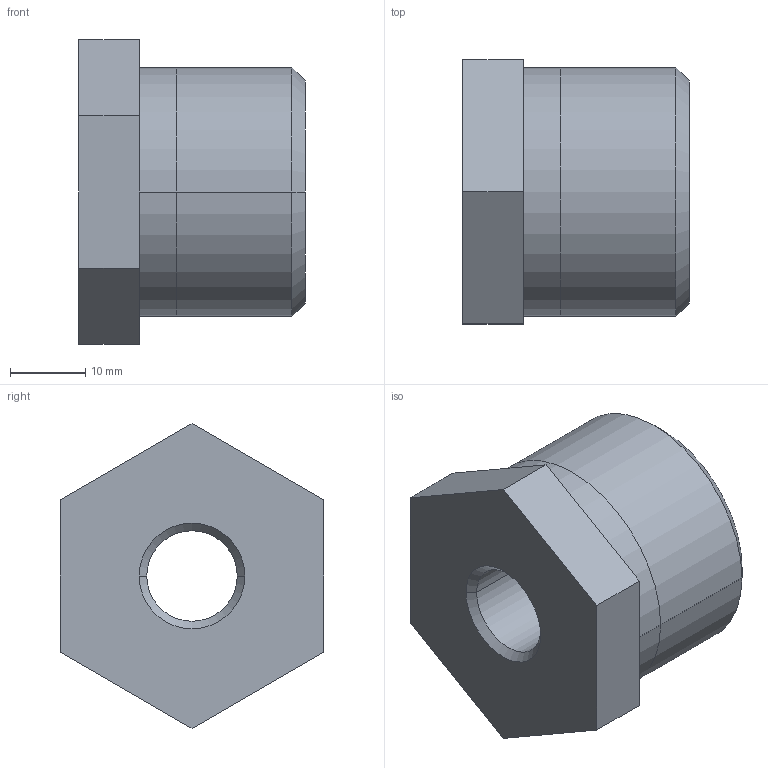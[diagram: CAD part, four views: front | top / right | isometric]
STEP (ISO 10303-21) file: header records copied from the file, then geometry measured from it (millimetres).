
FILE_DESCRIPTION((''),'2;1');
FILE_NAME('BAGUE_TOUR_KITY','2024-09-29T11:29:26',('andre'),(''),'CREO PARAMETRIC BY PTC INC, 2019352','CREO PARAMETRIC BY PTC INC, 2019352','');
FILE_SCHEMA(('CONFIG_CONTROL_DESIGN'));
Length unit declared in the file: millimetre
Products named in the file (1): BAGUE_TOUR_KITY
Bounding box: 30 x 35 x 40.41 mm (x, y, z)
Volume: 23717.8 mm3; surface area: 9192.2 mm2
Topology: 1 solids, 3 shells, 24 faces, 56 edges, 36 vertices
Faces by surface type: plane 10, cylinder 8, cone 6
Entity records: 737 total; most frequent: DIRECTION 130, CARTESIAN_POINT 117, ORIENTED_EDGE 104, EDGE_CURVE 56, AXIS2_PLACEMENT_3D 49, VERTEX_POINT 36, VECTOR 32, LINE 32
